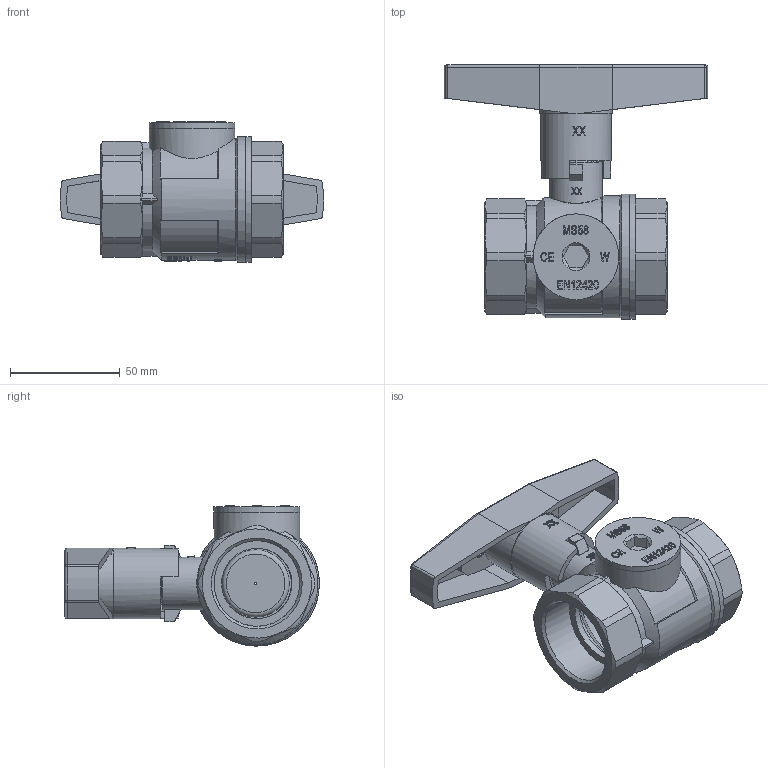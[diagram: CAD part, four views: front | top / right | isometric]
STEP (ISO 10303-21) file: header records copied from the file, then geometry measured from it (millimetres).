
FILE_DESCRIPTION(/* description */ ('Unknown'),/* implementation_level */ '2;1');
FILE_NAME(/* name */ '6080-07',/* time_stamp */ '2023-02-10T08:11:01+01:00',/* author */ ('Unknown'),/* organization */ ('Unknown'),/* preprocessor_version */ 'ST-DEVELOPER v16.7',/* originating_system */ 'Solid Edge',/* authorisation */ 'Unknown');
FILE_SCHEMA (('CONFIG_CONTROL_DESIGN','AP203_CONFIGURATION_CONTROLLED_3D_DESIGN_OF_MECHANICAL_PARTS_AND_ASSEMBLIES_MIM_LF { 1 0 10303 203 3 1 4 }','AUTOMOTIVE_DESIGN {1 0 10303 214 3 1 1}'));
Length unit declared in the file: millimetre
Products named in the file (16): 6080-1_1_4; T-Griff 1 1_4-1 1_2; Schraube-m-imbus-1; T-Griff-Al-1_1_4-1_1_2-a; Abdeckkappe-3_8-1_1_2_0; 600-1_1_4-Spindel-co_oa_0; 600-1_1_4-Stopfbuchse; 600-1_1_4-Spindel; 600-1_1_4-Kvrper-co_oa_1; 600-1_1_4-Sieb; 600-1_1_4-Speerring; 600-1_1_4-Einschraubteil; kvrper-co; Deckel; 600-1_1_4-O-Ring; 600-1_1_4-Kvrper.1
Assembly tree (15 placements, depth 4):
  6080-1_1_4
    T-Griff 1 1_4-1 1_2
      Schraube-m-imbus-1
      T-Griff-Al-1_1_4-1_1_2-a
      Abdeckkappe-3_8-1_1_2_0
    600-1_1_4-Spindel-co_oa_0
      600-1_1_4-Stopfbuchse
      600-1_1_4-Spindel
    600-1_1_4-Kvrper-co_oa_1
      600-1_1_4-Sieb
      600-1_1_4-Speerring
      600-1_1_4-Einschraubteil
      kvrper-co
        Deckel
        600-1_1_4-O-Ring
        600-1_1_4-Kvrper.1
Bounding box: 119.85 x 116 x 63.8 mm (x, y, z)
Volume: 125067.9 mm3; surface area: 77626.6 mm2
Topology: 11 solids, 11 shells, 1533 faces, 4242 edges, 2800 vertices
Faces by surface type: plane 1313, cylinder 157, cone 40, sphere 14, torus 8, bspline 1
Full cylindrical faces by diameter (mm): 1.134 x1, 1.5 x2, 3.4 x2, 5.4 x4, 8.5 x1, 10.8 x1, 14 x3, 14.1 x1, 14.5 x1, 15 x2, 16 x1, 18 x1, 18.38 x1, 20 x1, 21 x1, 24 x1, 26 x1, 28.834 x1, 29 x1, 30.634 x1, 32 x3, 32.5 x2, 32.634 x1, 34 x2, 38.952 x2, 38.954 x1, 39 x2, 41 x2, 50.5 x1, 52 x1
Entity records: 53045 total; most frequent: CARTESIAN_POINT 12580, DIRECTION 8506, ORIENTED_EDGE 8246, EDGE_CURVE 4123, AXIS2_PLACEMENT_3D 2943, VERTEX_POINT 2778, LINE 2620, VECTOR 2620
